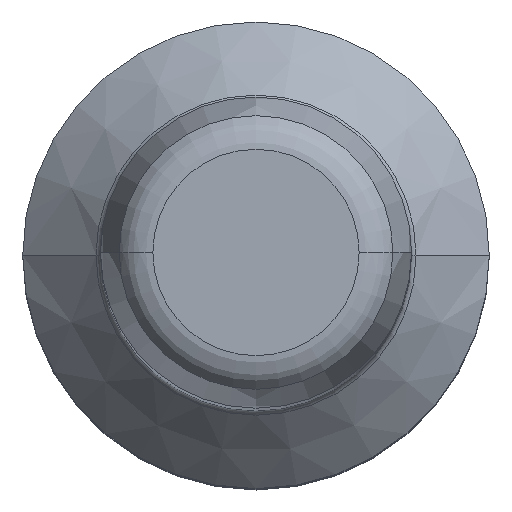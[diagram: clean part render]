
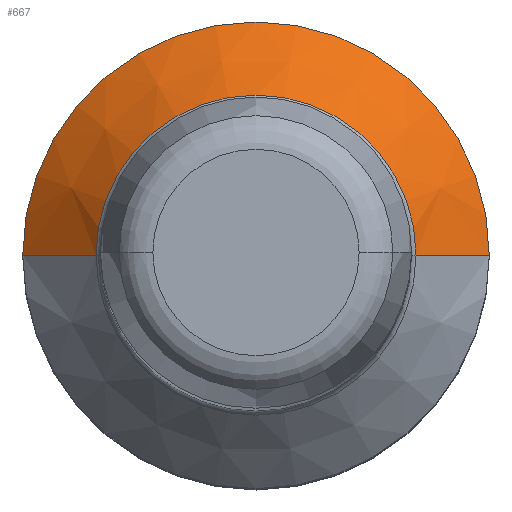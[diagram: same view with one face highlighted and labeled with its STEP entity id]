
A CAD part, top view. The second image highlights one B-rep face of the part: STEP entity #667.
In plain terms, the highlighted conical face has half-angle 45 degrees and reference radius 2.529 mm.
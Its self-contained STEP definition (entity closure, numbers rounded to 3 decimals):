
#217=CARTESIAN_POINT('',(-2.,0.,-4.239));
#218=DIRECTION('',(0.,0.,1.));
#219=DIRECTION('',(1.,0.,0.));
#220=AXIS2_PLACEMENT_3D('',#217,#218,#219);
#226=DIRECTION('',(0.707,0.,-0.707));
#227=VECTOR('',#226,1.332);
#228=CARTESIAN_POINT('',(0.058,0.,-3.297));
#229=LINE('',#228,#227);
#230=CARTESIAN_POINT('',(-2.,0.,-3.297));
#231=DIRECTION('',(0.,0.,1.));
#232=DIRECTION('',(1.,0.,0.));
#233=AXIS2_PLACEMENT_3D('',#230,#231,#232);
#235=DIRECTION('',(-0.707,0.,-0.707));
#236=VECTOR('',#235,1.332);
#237=CARTESIAN_POINT('',(-4.058,0.,-3.297));
#238=LINE('',#237,#236);
#334=CARTESIAN_POINT('',(0.058,0.,-3.297));
#335=VERTEX_POINT('',#334);
#336=CARTESIAN_POINT('',(1.,0.,-4.239));
#337=VERTEX_POINT('',#336);
#352=CARTESIAN_POINT('',(-4.058,0.,-3.297));
#353=VERTEX_POINT('',#352);
#354=CARTESIAN_POINT('',(-5.,0.,-4.239));
#355=VERTEX_POINT('',#354);
#653=CARTESIAN_POINT('',(-2.,0.,-3.768));
#654=DIRECTION('',(0.,0.,-1.));
#655=DIRECTION('',(1.,0.,0.));
#656=AXIS2_PLACEMENT_3D('',#653,#654,#655);
#657=CONICAL_SURFACE('',#656,2.529,45.);
#659=ORIENTED_EDGE('',*,*,#658,.F.);
#661=ORIENTED_EDGE('',*,*,#660,.T.);
#663=ORIENTED_EDGE('',*,*,#662,.T.);
#664=ORIENTED_EDGE('',*,*,#646,.F.);
#665=EDGE_LOOP('',(#659,#661,#663,#664));
#666=FACE_OUTER_BOUND('',#665,.F.);
#667=ADVANCED_FACE('',(#666),#657,.T.);
#221=CIRCLE('',#220,3.);
#234=CIRCLE('',#233,2.058);
#646=EDGE_CURVE('',#337,#355,#221,.T.);
#658=EDGE_CURVE('',#335,#337,#229,.T.);
#660=EDGE_CURVE('',#335,#353,#234,.T.);
#662=EDGE_CURVE('',#353,#355,#238,.T.);
